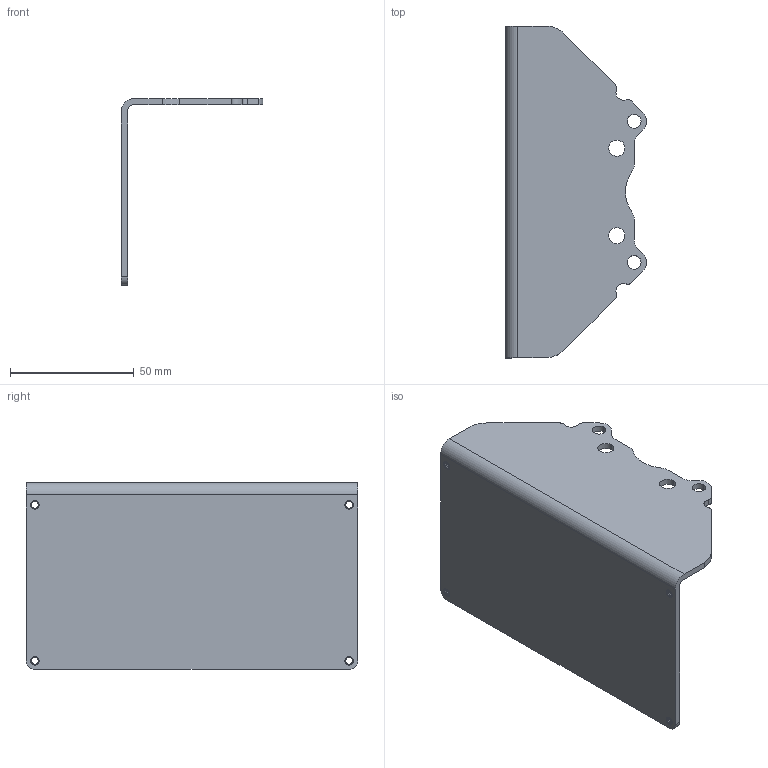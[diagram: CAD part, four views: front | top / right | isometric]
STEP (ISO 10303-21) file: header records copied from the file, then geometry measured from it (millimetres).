
FILE_DESCRIPTION((''),'2;1');
FILE_NAME('CAD-8957','2024-02-01T09:11:04',('creinig-se'),(''),'CREO PARAMETRIC BY PTC INC, 2022284','CREO PARAMETRIC BY PTC INC, 2022284','');
FILE_SCHEMA(('CONFIG_CONTROL_DESIGN','SHAPE_APPEARANCE_LAYERS_GROUPS'));
Length unit declared in the file: millimetre
Products named in the file (1): CAD-8957
Bounding box: 56.98 x 134 x 75.5 mm (x, y, z)
Volume: 38508.4 mm3; surface area: 32419.3 mm2
Topology: 1 solids, 1 shells, 106 faces, 256 edges, 152 vertices
Faces by surface type: cone 64, cylinder 27, plane 15
Entity records: 3958 total; most frequent: DIRECTION 594, CARTESIAN_POINT 514, ORIENTED_EDGE 512, PRESENTATION_STYLE_ASSIGNMENT 257, STYLED_ITEM 257, CURVE_STYLE 256, EDGE_CURVE 256, AXIS2_PLACEMENT_3D 232
